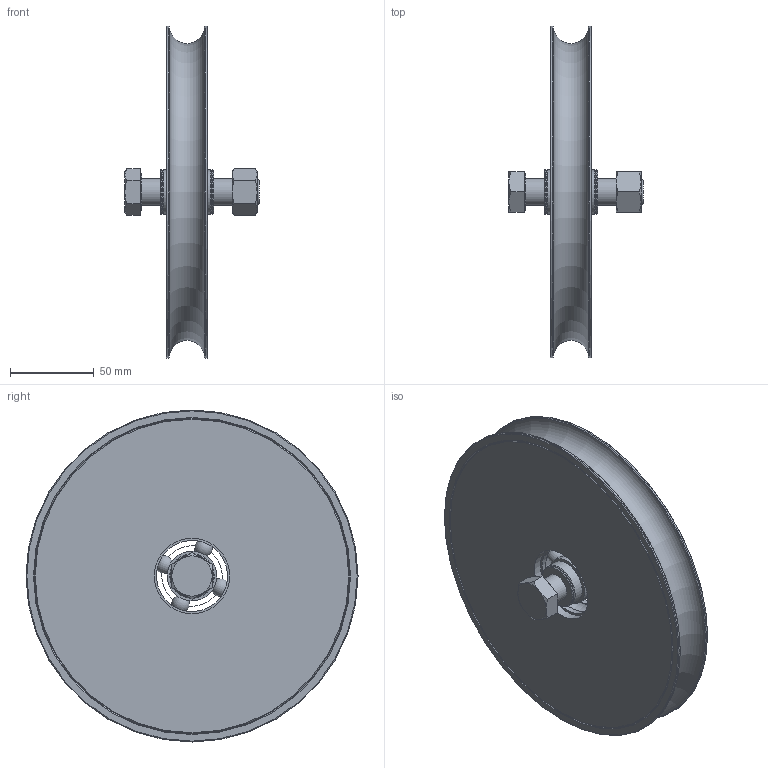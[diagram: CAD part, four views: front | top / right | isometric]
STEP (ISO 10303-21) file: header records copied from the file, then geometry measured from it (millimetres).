
FILE_DESCRIPTION(/* description */ (''),/* implementation_level */ '2;1');
FILE_NAME(/* name */ '20200R21.stp',/* time_stamp */ '2019-08-08T16:01:56+02:00',/* author */ ('DOMINIQUE'),/* organization */ (''),/* preprocessor_version */ 'ST-DEVELOPER v17.2',/* originating_system */ 'Autodesk Inventor 2019',/* authorisation */ '');
FILE_SCHEMA (('AUTOMOTIVE_DESIGN { 1 0 10303 214 3 1 1 }'));
Length unit declared in the file: millimetre
Products named in the file (1): 20200R21
Bounding box: 80 x 198 x 198 mm (x, y, z)
Volume: 661568.7 mm3; surface area: 106998.6 mm2
Topology: 8 solids, 8 shells, 115 faces, 269 edges, 176 vertices
Faces by surface type: cone 37, plane 34, cylinder 23, torus 17, sphere 4
Full cylindrical faces by diameter (mm): 13.835 x1, 16 x1, 16.5 x2, 20 x3, 22.49 x1, 26.5 x4, 29.6 x2, 42.4 x2, 45 x1, 52 x2, 52.4 x1, 57 x1, 198 x2
Entity records: 3587 total; most frequent: CARTESIAN_POINT 649, DIRECTION 638, ORIENTED_EDGE 538, AXIS2_PLACEMENT_3D 289, EDGE_CURVE 269, VERTEX_POINT 192, CIRCLE 165, EDGE_LOOP 151
